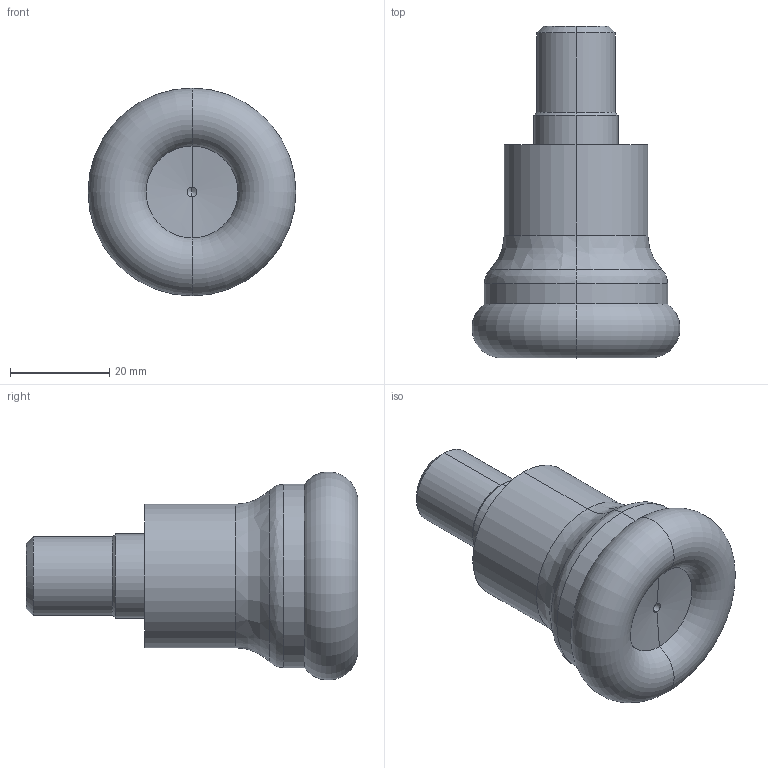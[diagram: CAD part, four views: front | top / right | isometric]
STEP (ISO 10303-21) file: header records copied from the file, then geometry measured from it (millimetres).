
FILE_DESCRIPTION (( 'STEP AP203' ), '1' );
FILE_NAME ('S809-42-43-04-12-.STEP', '2019-04-04T14:18:24', ( '' ), ( '' ), 'SwSTEP 2.0', 'SolidWorks 2018', '' );
FILE_SCHEMA (( 'CONFIG_CONTROL_DESIGN' ));
Length unit declared in the file: millimetre
Products named in the file (1): S809-42-43-04-12-
Bounding box: 41.96 x 66.99 x 41.96 mm (x, y, z)
Volume: 41415.9 mm3; surface area: 7774.5 mm2
Topology: 1 solids, 1 shells, 30 faces, 62 edges, 32 vertices
Faces by surface type: cylinder 12, cone 10, bspline 4, torus 2, plane 2
Entity records: 879 total; most frequent: CARTESIAN_POINT 181, DIRECTION 148, ORIENTED_EDGE 116, AXIS2_PLACEMENT_3D 63, EDGE_CURVE 58, CIRCLE 36, VERTEX_POINT 32, EDGE_LOOP 32
